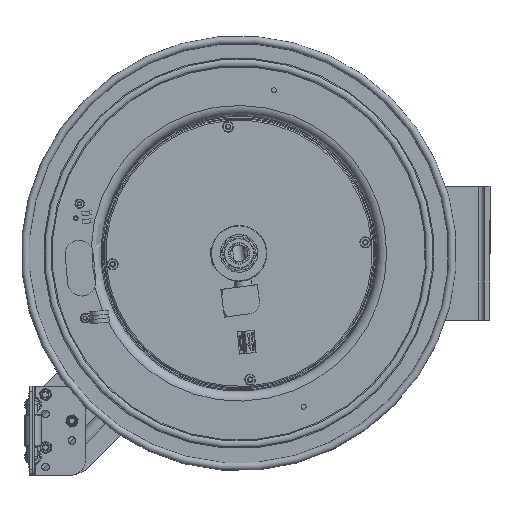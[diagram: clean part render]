
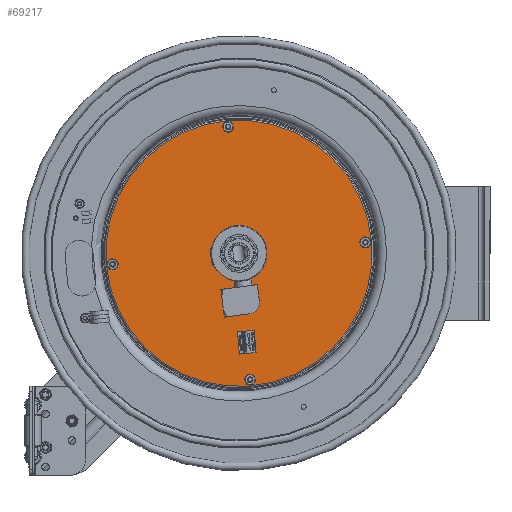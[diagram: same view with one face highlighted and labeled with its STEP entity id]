
A CAD part, left-side view. The second image highlights one B-rep face of the part: STEP entity #69217.
In plain terms, the highlighted planar face has unit normal (-1, 0, 0).
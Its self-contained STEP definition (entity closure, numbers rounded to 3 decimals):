
#1797=FACE_BOUND('',#9158,.T.);
#1798=FACE_BOUND('',#9159,.T.);
#1799=FACE_BOUND('',#9160,.T.);
#1800=FACE_BOUND('',#9161,.T.);
#1801=FACE_BOUND('',#9162,.T.);
#3739=CIRCLE('',#73589,5.97);
#3740=CIRCLE('',#73590,0.655);
#3741=CIRCLE('',#73591,0.14);
#3742=CIRCLE('',#73592,0.14);
#3743=CIRCLE('',#73593,0.14);
#3744=CIRCLE('',#73594,0.14);
#6271=FACE_OUTER_BOUND('',#9157,.T.);
#9157=EDGE_LOOP('',(#57337));
#9158=EDGE_LOOP('',(#57338));
#9159=EDGE_LOOP('',(#57339));
#9160=EDGE_LOOP('',(#57340));
#9161=EDGE_LOOP('',(#57341));
#9162=EDGE_LOOP('',(#57342));
#31459=VERTEX_POINT('',#115023);
#31460=VERTEX_POINT('',#115025);
#31461=VERTEX_POINT('',#115027);
#31462=VERTEX_POINT('',#115029);
#31463=VERTEX_POINT('',#115031);
#31464=VERTEX_POINT('',#115033);
#42165=EDGE_CURVE('',#31459,#31459,#3739,.T.);
#42166=EDGE_CURVE('',#31460,#31460,#3740,.T.);
#42167=EDGE_CURVE('',#31461,#31461,#3741,.T.);
#42168=EDGE_CURVE('',#31462,#31462,#3742,.T.);
#42169=EDGE_CURVE('',#31463,#31463,#3743,.T.);
#42170=EDGE_CURVE('',#31464,#31464,#3744,.T.);
#57337=ORIENTED_EDGE('',*,*,#42165,.F.);
#57338=ORIENTED_EDGE('',*,*,#42166,.T.);
#57339=ORIENTED_EDGE('',*,*,#42167,.T.);
#57340=ORIENTED_EDGE('',*,*,#42168,.T.);
#57341=ORIENTED_EDGE('',*,*,#42169,.T.);
#57342=ORIENTED_EDGE('',*,*,#42170,.T.);
#64218=PLANE('',#73588);
#69217=ADVANCED_FACE('',(#6271,#1797,#1798,#1799,#1800,#1801),#64218,.T.);
#73588=AXIS2_PLACEMENT_3D('',#115022,#85194,#85195);
#73589=AXIS2_PLACEMENT_3D('',#115024,#85196,#85197);
#73590=AXIS2_PLACEMENT_3D('',#115026,#85198,#85199);
#73591=AXIS2_PLACEMENT_3D('',#115028,#85200,#85201);
#73592=AXIS2_PLACEMENT_3D('',#115030,#85202,#85203);
#73593=AXIS2_PLACEMENT_3D('',#115032,#85204,#85205);
#73594=AXIS2_PLACEMENT_3D('',#115034,#85206,#85207);
#85194=DIRECTION('center_axis',(-1.,0.,0.));
#85195=DIRECTION('ref_axis',(0.,-0.996,0.087));
#85196=DIRECTION('center_axis',(1.,0.,0.));
#85197=DIRECTION('ref_axis',(0.,-0.996,0.087));
#85198=DIRECTION('center_axis',(1.,0.,0.));
#85199=DIRECTION('ref_axis',(0.,0.996,-0.087));
#85200=DIRECTION('center_axis',(1.,0.,0.));
#85201=DIRECTION('ref_axis',(0.,-0.996,0.087));
#85202=DIRECTION('center_axis',(1.,0.,0.));
#85203=DIRECTION('ref_axis',(0.,-0.996,0.087));
#85204=DIRECTION('center_axis',(1.,0.,0.));
#85205=DIRECTION('ref_axis',(0.,-0.996,0.087));
#85206=DIRECTION('center_axis',(1.,0.,0.));
#85207=DIRECTION('ref_axis',(0.,-0.996,0.087));
#115022=CARTESIAN_POINT('Origin',(-4.642,11.252,0.));
#115023=CARTESIAN_POINT('',(-4.642,17.199,-0.518));
#115024=CARTESIAN_POINT('Origin',(-4.642,11.252,0.));
#115025=CARTESIAN_POINT('',(-4.642,10.599,0.057));
#115026=CARTESIAN_POINT('Origin',(-4.642,11.252,0.));
#115027=CARTESIAN_POINT('',(-4.642,5.446,0.506));
#115028=CARTESIAN_POINT('Origin',(-4.642,5.586,0.494));
#115029=CARTESIAN_POINT('',(-4.642,16.778,-0.482));
#115030=CARTESIAN_POINT('Origin',(-4.642,16.918,-0.494));
#115031=CARTESIAN_POINT('',(-4.642,11.606,5.678));
#115032=CARTESIAN_POINT('Origin',(-4.642,11.746,5.666));
#115033=CARTESIAN_POINT('',(-4.642,10.619,-5.654));
#115034=CARTESIAN_POINT('Origin',(-4.642,10.758,-5.666));
